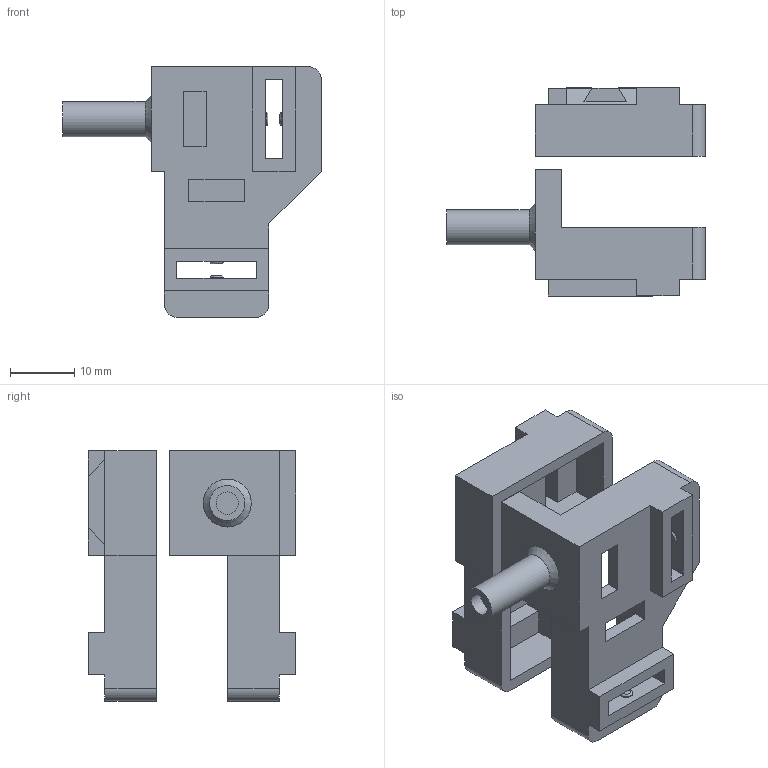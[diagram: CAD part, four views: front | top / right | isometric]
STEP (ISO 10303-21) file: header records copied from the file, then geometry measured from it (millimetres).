
FILE_DESCRIPTION(/* description */ (''),/* implementation_level */ '2;1');
FILE_NAME(/* name */ 'bracket_sg90 v35.step',/* time_stamp */ '2021-12-26T11:44:28+09:00',/* author */ (''),/* organization */ (''),/* preprocessor_version */ 'ST-DEVELOPER v18.1',/* originating_system */ 'Autodesk Translation Framework v10.10.0.1391',/* authorisation */ '');
FILE_SCHEMA (('AUTOMOTIVE_DESIGN { 1 0 10303 214 3 1 1 }'));
Length unit declared in the file: millimetre
Products named in the file (1): bracket_sg90
Bounding box: 40.36 x 32.4 x 39.05 mm (x, y, z)
Volume: 7381.1 mm3; surface area: 8061.5 mm2
Topology: 2 solids, 2 shells, 134 faces, 364 edges, 241 vertices
Faces by surface type: plane 105, cylinder 20, torus 8, cone 1
Full cylindrical faces by diameter (mm): 2.02 x8, 3.48 x1, 5.48 x1
Entity records: 4238 total; most frequent: CARTESIAN_POINT 740, ORIENTED_EDGE 728, DIRECTION 699, EDGE_CURVE 364, LINE 299, VECTOR 299, VERTEX_POINT 241, AXIS2_PLACEMENT_3D 200
